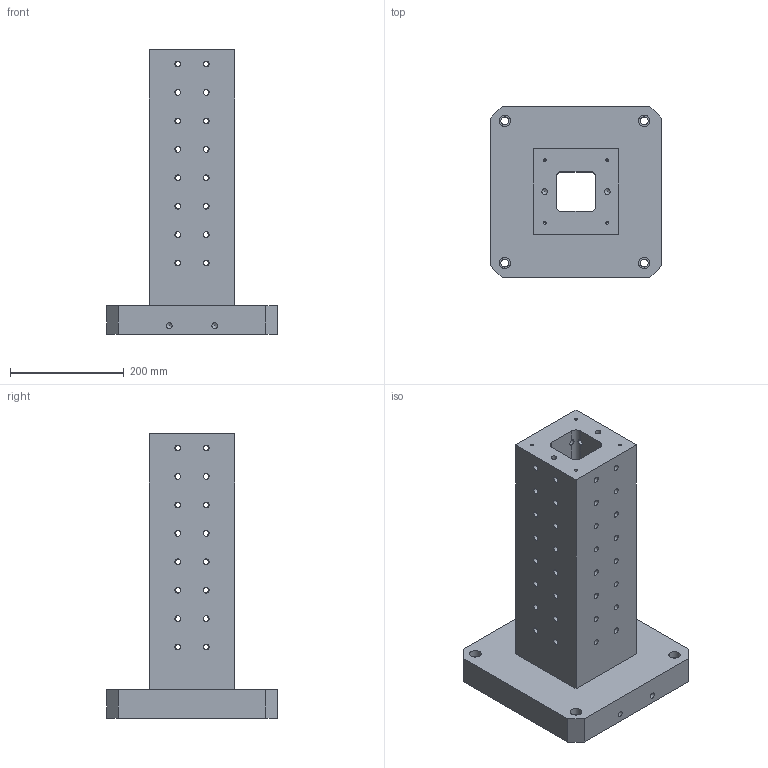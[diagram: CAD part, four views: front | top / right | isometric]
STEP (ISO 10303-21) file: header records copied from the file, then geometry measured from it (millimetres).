
FILE_DESCRIPTION( ( 'Unknown' ), '1' );
FILE_NAME( 'BP08-300300-0500-12.stp', 'Unknown', ( 'S.C.H' ), ( 'Unknown' ), 'XStep 1.0', 'Unknown', ' ' );
FILE_SCHEMA( ( 'CONFIG_CONTROL_DESIGN' ) );
Length unit declared in the file: millimetre
Products named in the file (1): 1
Bounding box: 300 x 300 x 500 mm (x, y, z)
Volume: 11921272.5 mm3; surface area: 713753.4 mm2
Topology: 1 solids, 1 shells, 181 faces, 590 edges, 352 vertices
Faces by surface type: cylinder 85, cone 73, plane 23
Full cylindrical faces by diameter (mm): 5 x4, 10.106 x69, 14 x4, 20 x4
Entity records: 7522 total; most frequent: CARTESIAN_POINT 2983, DIRECTION 948, ORIENTED_EDGE 828, AXIS2_PLACEMENT_3D 416, EDGE_CURVE 414, EDGE_LOOP 350, VERTEX_POINT 275, FACE_OUTER_BOUND 262
